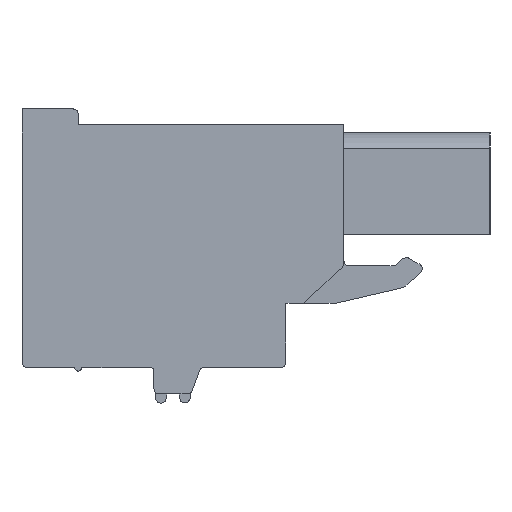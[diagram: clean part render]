
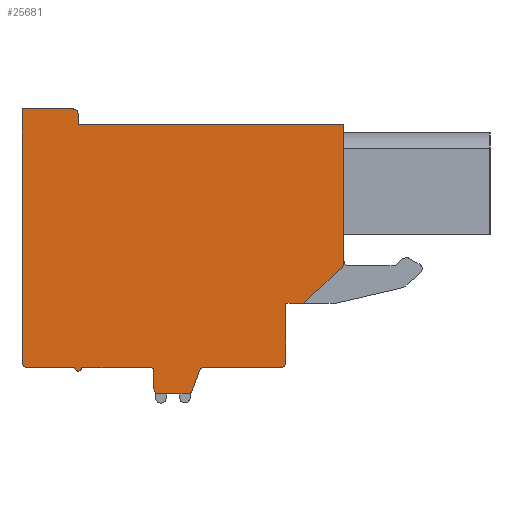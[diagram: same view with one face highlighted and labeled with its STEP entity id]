
A CAD part, left-side view. The second image highlights one B-rep face of the part: STEP entity #25681.
In plain terms, the highlighted planar face has unit normal (-1, 0, 0).
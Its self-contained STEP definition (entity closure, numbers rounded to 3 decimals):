
#958=DIRECTION('',(0.,0.,1.));
#959=VECTOR('',#958,7.87);
#960=CARTESIAN_POINT('',(-122.54,-5.66,-0.91));
#961=LINE('',#960,#959);
#4584=CARTESIAN_POINT('',(-122.54,-5.36,-0.91));
#4585=DIRECTION('',(1.,0.,0.));
#4586=DIRECTION('',(0.,-1.,0.));
#4587=AXIS2_PLACEMENT_3D('',#4584,#4585,#4586);
#4589=DIRECTION('',(0.,0.731,-0.683));
#4590=VECTOR('',#4589,3.018);
#4591=CARTESIAN_POINT('',(-122.54,-5.565,-1.129));
#4592=LINE('',#4591,#4590);
#4593=DIRECTION('',(0.,1.,0.));
#4594=VECTOR('',#4593,1.);
#4595=CARTESIAN_POINT('',(-122.54,-3.36,-3.19));
#4596=LINE('',#4595,#4594);
#4597=DIRECTION('',(0.,0.,-1.));
#4598=VECTOR('',#4597,3.35);
#4599=CARTESIAN_POINT('',(-122.54,-2.36,-3.19));
#4600=LINE('',#4599,#4598);
#4601=CARTESIAN_POINT('',(-122.54,-2.06,-6.54));
#4602=DIRECTION('',(1.,0.,0.));
#4603=DIRECTION('',(0.,-1.,0.));
#4604=AXIS2_PLACEMENT_3D('',#4601,#4602,#4603);
#4606=DIRECTION('',(0.,1.,0.));
#4607=VECTOR('',#4606,4.34);
#4608=CARTESIAN_POINT('',(-122.54,-2.06,-6.84));
#4609=LINE('',#4608,#4607);
#4610=CARTESIAN_POINT('',(-122.54,2.28,-7.14));
#4611=DIRECTION('',(-1.,0.,0.));
#4612=DIRECTION('',(0.,0.,1.));
#4613=AXIS2_PLACEMENT_3D('',#4610,#4611,#4612);
#4615=DIRECTION('',(0.,0.345,-0.939));
#4616=VECTOR('',#4615,1.179);
#4617=CARTESIAN_POINT('',(-122.54,2.562,-7.037));
#4618=LINE('',#4617,#4616);
#4619=CARTESIAN_POINT('',(-122.54,3.25,-8.04));
#4620=DIRECTION('',(1.,0.,0.));
#4621=DIRECTION('',(0.,-0.939,-0.345));
#4622=AXIS2_PLACEMENT_3D('',#4619,#4620,#4621);
#4624=DIRECTION('',(0.,1.,0.));
#4625=VECTOR('',#4624,1.59);
#4626=CARTESIAN_POINT('',(-122.54,3.25,-8.34));
#4627=LINE('',#4626,#4625);
#4628=CARTESIAN_POINT('',(-122.54,4.84,-8.04));
#4629=DIRECTION('',(1.,0.,0.));
#4630=DIRECTION('',(0.,0.,-1.));
#4631=AXIS2_PLACEMENT_3D('',#4628,#4629,#4630);
#4633=DIRECTION('',(0.,0.,1.));
#4634=VECTOR('',#4633,1.);
#4635=CARTESIAN_POINT('',(-122.54,5.14,-8.04));
#4636=LINE('',#4635,#4634);
#4637=CARTESIAN_POINT('',(-122.54,5.34,-7.04));
#4638=DIRECTION('',(-1.,0.,0.));
#4639=DIRECTION('',(0.,-1.,0.));
#4640=AXIS2_PLACEMENT_3D('',#4637,#4638,#4639);
#4642=DIRECTION('',(0.,1.,0.));
#4643=VECTOR('',#4642,3.9);
#4644=CARTESIAN_POINT('',(-122.54,5.34,-6.84));
#4645=LINE('',#4644,#4643);
#4646=CARTESIAN_POINT('',(-122.54,9.44,-6.84));
#4647=DIRECTION('',(1.,0.,0.));
#4648=DIRECTION('',(0.,-1.,0.));
#4649=AXIS2_PLACEMENT_3D('',#4646,#4647,#4648);
#4651=DIRECTION('',(0.,1.,0.));
#4652=VECTOR('',#4651,2.7);
#4653=CARTESIAN_POINT('',(-122.54,9.64,-6.84));
#4654=LINE('',#4653,#4652);
#4655=CARTESIAN_POINT('',(-122.54,12.34,-6.54));
#4656=DIRECTION('',(1.,0.,0.));
#4657=DIRECTION('',(0.,0.,-1.));
#4658=AXIS2_PLACEMENT_3D('',#4655,#4656,#4657);
#4660=DIRECTION('',(0.,0.,1.));
#4661=VECTOR('',#4660,14.4);
#4662=CARTESIAN_POINT('',(-122.54,12.64,-6.54));
#4663=LINE('',#4662,#4661);
#4664=DIRECTION('',(0.,-1.,0.));
#4665=VECTOR('',#4664,2.9);
#4666=CARTESIAN_POINT('',(-122.54,12.64,7.86));
#4667=LINE('',#4666,#4665);
#4668=CARTESIAN_POINT('',(-122.54,9.74,7.56));
#4669=DIRECTION('',(1.,0.,0.));
#4670=DIRECTION('',(0.,0.,1.));
#4671=AXIS2_PLACEMENT_3D('',#4668,#4669,#4670);
#4673=DIRECTION('',(0.,0.,-1.));
#4674=VECTOR('',#4673,0.6);
#4675=CARTESIAN_POINT('',(-122.54,9.44,7.56));
#4676=LINE('',#4675,#4674);
#4677=DIRECTION('',(0.,-1.,0.));
#4678=VECTOR('',#4677,15.1);
#4679=CARTESIAN_POINT('',(-122.54,9.44,6.96));
#4680=LINE('',#4679,#4678);
#14641=CARTESIAN_POINT('',(-122.54,9.44,6.96));
#14642=CARTESIAN_POINT('',(-122.54,-5.66,6.96));
#14643=VERTEX_POINT('',#14641);
#14644=VERTEX_POINT('',#14642);
#14645=CARTESIAN_POINT('',(-122.54,-5.66,-0.91));
#14646=CARTESIAN_POINT('',(-122.54,-5.565,-1.129));
#14647=VERTEX_POINT('',#14645);
#14648=VERTEX_POINT('',#14646);
#14649=CARTESIAN_POINT('',(-122.54,-3.36,-3.19));
#14650=VERTEX_POINT('',#14649);
#14651=CARTESIAN_POINT('',(-122.54,-2.36,-3.19));
#14652=VERTEX_POINT('',#14651);
#14653=CARTESIAN_POINT('',(-122.54,-2.36,-6.54));
#14654=VERTEX_POINT('',#14653);
#14655=CARTESIAN_POINT('',(-122.54,-2.06,-6.84));
#14656=VERTEX_POINT('',#14655);
#14657=CARTESIAN_POINT('',(-122.54,2.28,-6.84));
#14658=VERTEX_POINT('',#14657);
#14659=CARTESIAN_POINT('',(-122.54,2.562,-7.037));
#14660=VERTEX_POINT('',#14659);
#14661=CARTESIAN_POINT('',(-122.54,2.968,-8.143));
#14662=VERTEX_POINT('',#14661);
#14663=CARTESIAN_POINT('',(-122.54,3.25,-8.34));
#14664=VERTEX_POINT('',#14663);
#14665=CARTESIAN_POINT('',(-122.54,4.84,-8.34));
#14666=VERTEX_POINT('',#14665);
#14667=CARTESIAN_POINT('',(-122.54,5.14,-8.04));
#14668=VERTEX_POINT('',#14667);
#14669=CARTESIAN_POINT('',(-122.54,5.14,-7.04));
#14670=VERTEX_POINT('',#14669);
#14671=CARTESIAN_POINT('',(-122.54,5.34,-6.84));
#14672=VERTEX_POINT('',#14671);
#14673=CARTESIAN_POINT('',(-122.54,9.24,-6.84));
#14674=VERTEX_POINT('',#14673);
#14675=CARTESIAN_POINT('',(-122.54,9.64,-6.84));
#14676=VERTEX_POINT('',#14675);
#14677=CARTESIAN_POINT('',(-122.54,12.34,-6.84));
#14678=VERTEX_POINT('',#14677);
#14679=CARTESIAN_POINT('',(-122.54,12.64,-6.54));
#14680=VERTEX_POINT('',#14679);
#14681=CARTESIAN_POINT('',(-122.54,12.64,7.86));
#14682=VERTEX_POINT('',#14681);
#14683=CARTESIAN_POINT('',(-122.54,9.74,7.86));
#14684=VERTEX_POINT('',#14683);
#14685=CARTESIAN_POINT('',(-122.54,9.44,7.56));
#14686=VERTEX_POINT('',#14685);
#25632=CARTESIAN_POINT('',(-122.54,0.,0.));
#25633=DIRECTION('',(1.,0.,0.));
#25634=DIRECTION('',(0.,-1.,0.));
#25635=AXIS2_PLACEMENT_3D('',#25632,#25633,#25634);
#25636=PLANE('',#25635);
#25637=ORIENTED_EDGE('',*,*,#19238,.F.);
#25638=ORIENTED_EDGE('',*,*,#25612,.T.);
#25639=ORIENTED_EDGE('',*,*,#25538,.T.);
#25640=ORIENTED_EDGE('',*,*,#25512,.T.);
#25642=ORIENTED_EDGE('',*,*,#25641,.T.);
#25644=ORIENTED_EDGE('',*,*,#25643,.T.);
#25646=ORIENTED_EDGE('',*,*,#25645,.T.);
#25648=ORIENTED_EDGE('',*,*,#25647,.T.);
#25650=ORIENTED_EDGE('',*,*,#25649,.T.);
#25652=ORIENTED_EDGE('',*,*,#25651,.T.);
#25654=ORIENTED_EDGE('',*,*,#25653,.T.);
#25656=ORIENTED_EDGE('',*,*,#25655,.T.);
#25658=ORIENTED_EDGE('',*,*,#25657,.T.);
#25660=ORIENTED_EDGE('',*,*,#25659,.T.);
#25662=ORIENTED_EDGE('',*,*,#25661,.T.);
#25664=ORIENTED_EDGE('',*,*,#25663,.T.);
#25666=ORIENTED_EDGE('',*,*,#25665,.T.);
#25668=ORIENTED_EDGE('',*,*,#25667,.T.);
#25670=ORIENTED_EDGE('',*,*,#25669,.T.);
#25672=ORIENTED_EDGE('',*,*,#25671,.T.);
#25674=ORIENTED_EDGE('',*,*,#25673,.T.);
#25676=ORIENTED_EDGE('',*,*,#25675,.T.);
#25678=ORIENTED_EDGE('',*,*,#25677,.T.);
#25679=EDGE_LOOP('',(#25637,#25638,#25639,#25640,#25642,#25644,#25646,#25648,
#25650,#25652,#25654,#25656,#25658,#25660,#25662,#25664,#25666,#25668,#25670,
#25672,#25674,#25676,#25678));
#25680=FACE_OUTER_BOUND('',#25679,.F.);
#25681=ADVANCED_FACE('',(#25680),#25636,.F.);
#4588=CIRCLE('',#4587,0.3);
#4605=CIRCLE('',#4604,0.3);
#4614=CIRCLE('',#4613,0.3);
#4623=CIRCLE('',#4622,0.3);
#4632=CIRCLE('',#4631,0.3);
#4641=CIRCLE('',#4640,0.2);
#4650=CIRCLE('',#4649,0.2);
#4659=CIRCLE('',#4658,0.3);
#4672=CIRCLE('',#4671,0.3);
#19238=EDGE_CURVE('',#14647,#14644,#961,.T.);
#25512=EDGE_CURVE('',#14650,#14652,#4596,.T.);
#25538=EDGE_CURVE('',#14648,#14650,#4592,.T.);
#25612=EDGE_CURVE('',#14647,#14648,#4588,.T.);
#25641=EDGE_CURVE('',#14652,#14654,#4600,.T.);
#25643=EDGE_CURVE('',#14654,#14656,#4605,.T.);
#25645=EDGE_CURVE('',#14656,#14658,#4609,.T.);
#25647=EDGE_CURVE('',#14658,#14660,#4614,.T.);
#25649=EDGE_CURVE('',#14660,#14662,#4618,.T.);
#25651=EDGE_CURVE('',#14662,#14664,#4623,.T.);
#25653=EDGE_CURVE('',#14664,#14666,#4627,.T.);
#25655=EDGE_CURVE('',#14666,#14668,#4632,.T.);
#25657=EDGE_CURVE('',#14668,#14670,#4636,.T.);
#25659=EDGE_CURVE('',#14670,#14672,#4641,.T.);
#25661=EDGE_CURVE('',#14672,#14674,#4645,.T.);
#25663=EDGE_CURVE('',#14674,#14676,#4650,.T.);
#25665=EDGE_CURVE('',#14676,#14678,#4654,.T.);
#25667=EDGE_CURVE('',#14678,#14680,#4659,.T.);
#25669=EDGE_CURVE('',#14680,#14682,#4663,.T.);
#25671=EDGE_CURVE('',#14682,#14684,#4667,.T.);
#25673=EDGE_CURVE('',#14684,#14686,#4672,.T.);
#25675=EDGE_CURVE('',#14686,#14643,#4676,.T.);
#25677=EDGE_CURVE('',#14643,#14644,#4680,.T.);
